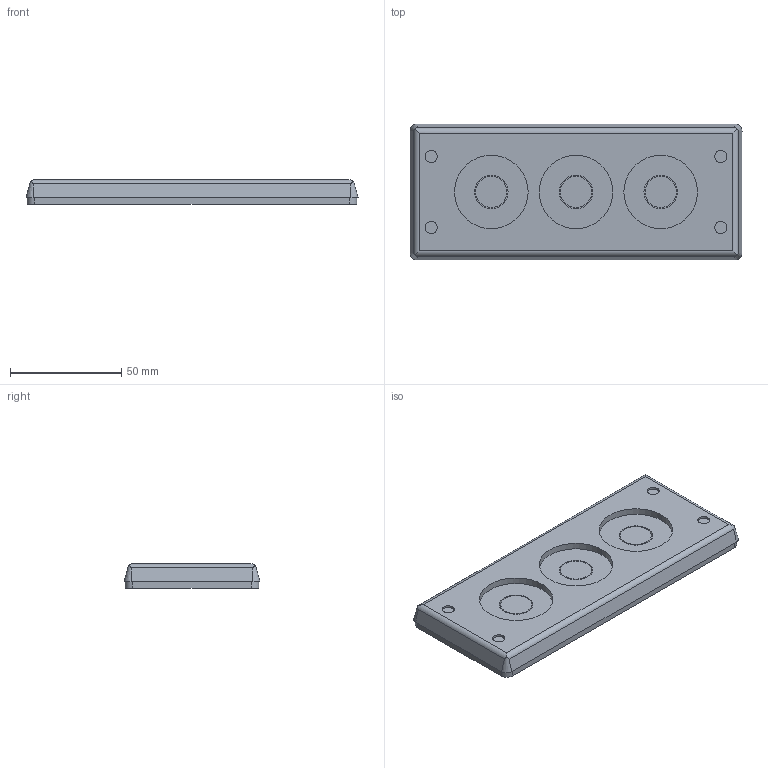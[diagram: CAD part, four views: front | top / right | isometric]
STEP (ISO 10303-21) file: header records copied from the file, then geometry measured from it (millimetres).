
FILE_DESCRIPTION (( 'STEP AP203' ), '1' );
FILE_NAME ('567415.step', '2024-10-14T13:36:07', ( '' ), ( '' ), 'SwSTEP 2.0', 'SolidWorks 2023', '' );
FILE_SCHEMA (( 'CONFIG_CONTROL_DESIGN' ));
Length unit declared in the file: inch
Products named in the file (1): 567415
Bounding box: 149 x 61 x 11 mm (x, y, z)
Volume: 46724.3 mm3; surface area: 27651.2 mm2
Topology: 1 solids, 1 shells, 160 faces, 388 edges, 256 vertices
Faces by surface type: cylinder 88, plane 60, cone 12
Entity records: 4955 total; most frequent: CARTESIAN_POINT 953, DIRECTION 886, ORIENTED_EDGE 776, EDGE_CURVE 388, AXIS2_PLACEMENT_3D 349, VERTEX_POINT 256, LINE 188, CIRCLE 188
